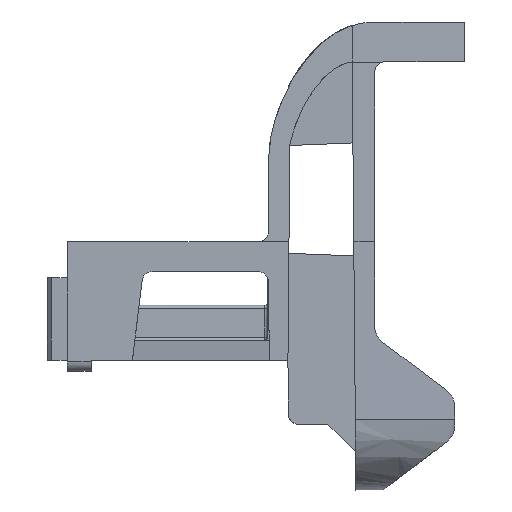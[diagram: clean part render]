
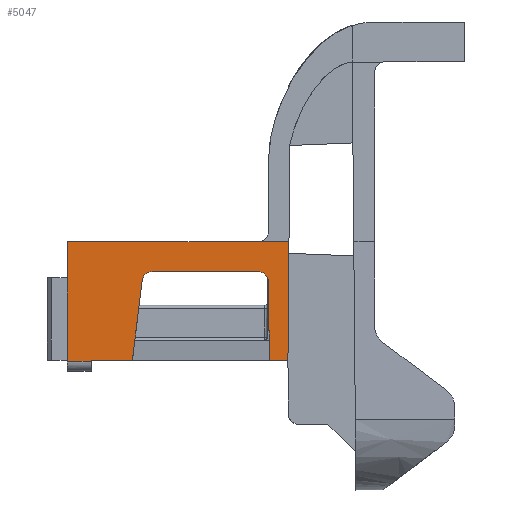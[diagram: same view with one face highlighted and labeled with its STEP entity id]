
A CAD part, left-side view. The second image highlights one B-rep face of the part: STEP entity #5047.
In plain terms, the highlighted planar face has unit normal (-1, 0, -0.009).
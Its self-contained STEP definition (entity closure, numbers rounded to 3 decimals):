
#96 = DIRECTION ( 'NONE',  ( -0.009, -0.009, 1. ) ) ;
#189 = CARTESIAN_POINT ( 'NONE',  ( -7.074, 11.615, -8.02 ) ) ;
#353 = ORIENTED_EDGE ( 'NONE', *, *, #14545, .F. ) ;
#364 = EDGE_CURVE ( 'NONE', #9638, #15209, #5909, .T. ) ;
#487 = DIRECTION ( 'NONE',  ( 1., 0., 0.009 ) ) ;
#491 = DIRECTION ( 'NONE',  ( 0., -1., 0. ) ) ;
#535 = VERTEX_POINT ( 'NONE', #3512 ) ;
#586 = ORIENTED_EDGE ( 'NONE', *, *, #14050, .F. ) ;
#631 = VECTOR ( 'NONE', #7367, 1000. ) ;
#692 = CARTESIAN_POINT ( 'NONE',  ( -7.1, 20.1, -5.034 ) ) ;
#974 = DIRECTION ( 'NONE',  ( -0.009, 0., 1. ) ) ;
#1053 = CARTESIAN_POINT ( 'NONE',  ( -7.071, 12.543, -8.372 ) ) ;
#1453 = VERTEX_POINT ( 'NONE', #14595 ) ;
#1579 = VECTOR ( 'NONE', #11392, 1000. ) ;
#1732 = VERTEX_POINT ( 'NONE', #14940 ) ;
#1840 = CARTESIAN_POINT ( 'NONE',  ( -7.1, 20.1, -5.02 ) ) ;
#1969 = EDGE_CURVE ( 'NONE', #535, #13192, #2628, .T. ) ;
#2100 = DIRECTION ( 'NONE',  ( 0., 1., 0. ) ) ;
#2161 = EDGE_CURVE ( 'NONE', #3995, #15209, #2215, .T. ) ;
#2215 = LINE ( 'NONE', #5990, #10074 ) ;
#2420 = AXIS2_PLACEMENT_3D ( 'NONE', #7819, #487, #974 ) ;
#2533 = LINE ( 'NONE', #13165, #631 ) ;
#2628 = B_SPLINE_CURVE_WITH_KNOTS ( 'NONE', 3,
 ( #13925, #2893, #7662, #6584, #15136, #10356, #9084, #4098 ),
 .UNSPECIFIED., .F., .F.,
 ( 4, 2, 2, 4 ),
 ( 0., 0.001, 0.001, 0.002 ),
 .UNSPECIFIED. ) ;
#2799 = CARTESIAN_POINT ( 'NONE',  ( -7.1, 0.965, -5.02 ) ) ;
#2893 = CARTESIAN_POINT ( 'NONE',  ( -7.074, 0.722, -8.022 ) ) ;
#3224 = VECTOR ( 'NONE', #6833, 1000. ) ;
#3250 = CARTESIAN_POINT ( 'NONE',  ( -6.996, 17.7, -16.899 ) ) ;
#3512 = CARTESIAN_POINT ( 'NONE',  ( -7.074, 0.983, -8.02 ) ) ;
#3920 = CARTESIAN_POINT ( 'NONE',  ( -7.143, 0.139, -0.064 ) ) ;
#3995 = VERTEX_POINT ( 'NONE', #6550 ) ;
#4053 = VERTEX_POINT ( 'NONE', #2799 ) ;
#4098 = CARTESIAN_POINT ( 'NONE',  ( -7.065, -0.017, -9.003 ) ) ;
#4391 = ORIENTED_EDGE ( 'NONE', *, *, #364, .T. ) ;
#4429 = DIRECTION ( 'NONE',  ( 0.009, 0.122, -0.993 ) ) ;
#4608 = CARTESIAN_POINT ( 'NONE',  ( -6.996, 22.1, -16.9 ) ) ;
#4721 = CARTESIAN_POINT ( 'NONE',  ( -7.066, 12.608, -8.898 ) ) ;
#5022 = LINE ( 'NONE', #14097, #6360 ) ;
#5047 = ADVANCED_FACE ( 'NONE', ( #8887 ), #15134, .F. ) ;
#5343 = CARTESIAN_POINT ( 'NONE',  ( -7.065, -0.017, -9.003 ) ) ;
#5652 = DIRECTION ( 'NONE',  ( -0.009, -0.009, 1. ) ) ;
#5864 = DIRECTION ( 'NONE',  ( 0., -1., 0. ) ) ;
#5902 = ORIENTED_EDGE ( 'NONE', *, *, #15567, .T. ) ;
#5909 = LINE ( 'NONE', #692, #3224 ) ;
#5915 = EDGE_CURVE ( 'NONE', #9569, #9711, #15351, .T. ) ;
#5990 = CARTESIAN_POINT ( 'NONE',  ( -6.995, 20.1, -17.009 ) ) ;
#6360 = VECTOR ( 'NONE', #491, 1000. ) ;
#6496 = ORIENTED_EDGE ( 'NONE', *, *, #2161, .F. ) ;
#6536 = VECTOR ( 'NONE', #14009, 1000. ) ;
#6550 = CARTESIAN_POINT ( 'NONE',  ( -6.995, 17.701, -17.009 ) ) ;
#6584 = CARTESIAN_POINT ( 'NONE',  ( -7.071, 0.19, -8.399 ) ) ;
#6686 = LINE ( 'NONE', #3250, #8041 ) ;
#6818 = CARTESIAN_POINT ( 'NONE',  ( -7.066, 12.608, -8.898 ) ) ;
#6828 =( BOUNDED_CURVE ( )  B_SPLINE_CURVE ( 3, ( #7036, #12185, #1053, #4721 ),
 .UNSPECIFIED., .F., .F. ) 
 B_SPLINE_CURVE_WITH_KNOTS ( ( 4, 4 ),
 ( 0., 1.449 ),
 .UNSPECIFIED. ) 
 CURVE ( )  GEOMETRIC_REPRESENTATION_ITEM ( )  RATIONAL_B_SPLINE_CURVE ( ( 1., 0.833, 0.833, 1. ) ) 
 REPRESENTATION_ITEM ( '' )  );
#6833 = DIRECTION ( 'NONE',  ( 0.009, 0., -1. ) ) ;
#6863 = VERTEX_POINT ( 'NONE', #189 ) ;
#7036 = CARTESIAN_POINT ( 'NONE',  ( -7.074, 11.615, -8.02 ) ) ;
#7061 = ORIENTED_EDGE ( 'NONE', *, *, #14336, .F. ) ;
#7132 = EDGE_CURVE ( 'NONE', #15254, #4053, #8859, .T. ) ;
#7367 = DIRECTION ( 'NONE',  ( 0., -1., 0. ) ) ;
#7457 = LINE ( 'NONE', #12254, #8044 ) ;
#7498 = CARTESIAN_POINT ( 'NONE',  ( -7.1, -2.104, -5.02 ) ) ;
#7656 = CARTESIAN_POINT ( 'NONE',  ( -6.995, 20.1, -17.009 ) ) ;
#7662 = CARTESIAN_POINT ( 'NONE',  ( -7.073, 0.466, -8.128 ) ) ;
#7770 = CARTESIAN_POINT ( 'NONE',  ( -6.996, 17.7, -16.9 ) ) ;
#7819 = CARTESIAN_POINT ( 'NONE',  ( -7.144, 0., 0. ) ) ;
#7898 = VECTOR ( 'NONE', #4429, 1000. ) ;
#8041 = VECTOR ( 'NONE', #5652, 1000. ) ;
#8044 = VECTOR ( 'NONE', #96, 1000. ) ;
#8259 = ORIENTED_EDGE ( 'NONE', *, *, #13920, .T. ) ;
#8313 = CARTESIAN_POINT ( 'NONE',  ( -7.1, 22.1, -5.02 ) ) ;
#8701 = EDGE_CURVE ( 'NONE', #3995, #9569, #6686, .T. ) ;
#8859 = LINE ( 'NONE', #1840, #6536 ) ;
#8887 = FACE_OUTER_BOUND ( 'NONE', #15096, .T. ) ;
#9064 = LINE ( 'NONE', #9450, #7898 ) ;
#9084 = CARTESIAN_POINT ( 'NONE',  ( -7.066, -0.015, -8.872 ) ) ;
#9450 = CARTESIAN_POINT ( 'NONE',  ( -7.143, 11.53, -0.121 ) ) ;
#9569 = VERTEX_POINT ( 'NONE', #7770 ) ;
#9638 = VERTEX_POINT ( 'NONE', #12975 ) ;
#9711 = VERTEX_POINT ( 'NONE', #11846 ) ;
#9898 = VECTOR ( 'NONE', #5864, 1000. ) ;
#10074 = VECTOR ( 'NONE', #2100, 1000. ) ;
#10331 = EDGE_CURVE ( 'NONE', #9638, #4053, #13710, .T. ) ;
#10356 = CARTESIAN_POINT ( 'NONE',  ( -7.067, 0.013, -8.745 ) ) ;
#10605 = ORIENTED_EDGE ( 'NONE', *, *, #5915, .T. ) ;
#11392 = DIRECTION ( 'NONE',  ( -0.009, 0.017, 1. ) ) ;
#11531 = LINE ( 'NONE', #3920, #1579 ) ;
#11846 = CARTESIAN_POINT ( 'NONE',  ( -6.996, 13.59, -16.9 ) ) ;
#12185 = CARTESIAN_POINT ( 'NONE',  ( -7.074, 12.146, -8.02 ) ) ;
#12254 = CARTESIAN_POINT ( 'NONE',  ( -6.996, -2., -16.899 ) ) ;
#12507 = VECTOR ( 'NONE', #14429, 1000. ) ;
#12975 = CARTESIAN_POINT ( 'NONE',  ( -7.1, 20.1, -5.02 ) ) ;
#13046 = ORIENTED_EDGE ( 'NONE', *, *, #8701, .T. ) ;
#13165 = CARTESIAN_POINT ( 'NONE',  ( -6.996, 22.1, -16.9 ) ) ;
#13192 = VERTEX_POINT ( 'NONE', #5343 ) ;
#13710 = LINE ( 'NONE', #8313, #9898 ) ;
#13727 = EDGE_CURVE ( 'NONE', #1453, #1732, #2533, .T. ) ;
#13920 = EDGE_CURVE ( 'NONE', #6863, #535, #5022, .T. ) ;
#13925 = CARTESIAN_POINT ( 'NONE',  ( -7.074, 0.983, -8.02 ) ) ;
#14009 = DIRECTION ( 'NONE',  ( 0., 1., 0. ) ) ;
#14050 = EDGE_CURVE ( 'NONE', #14407, #9711, #9064, .T. ) ;
#14097 = CARTESIAN_POINT ( 'NONE',  ( -7.074, 0., -8.02 ) ) ;
#14336 = EDGE_CURVE ( 'NONE', #1453, #13192, #11531, .T. ) ;
#14407 = VERTEX_POINT ( 'NONE', #6818 ) ;
#14429 = DIRECTION ( 'NONE',  ( 0., -1., 0. ) ) ;
#14545 = EDGE_CURVE ( 'NONE', #6863, #14407, #6828, .T. ) ;
#14575 = ORIENTED_EDGE ( 'NONE', *, *, #10331, .F. ) ;
#14595 = CARTESIAN_POINT ( 'NONE',  ( -6.996, -0.155, -16.9 ) ) ;
#14697 = ORIENTED_EDGE ( 'NONE', *, *, #7132, .T. ) ;
#14940 = CARTESIAN_POINT ( 'NONE',  ( -6.996, -2., -16.9 ) ) ;
#15096 = EDGE_LOOP ( 'NONE', ( #15133, #7061, #15294, #5902, #14697, #14575, #4391, #6496, #13046, #10605, #586, #353, #8259 ) ) ;
#15133 = ORIENTED_EDGE ( 'NONE', *, *, #1969, .T. ) ;
#15134 = PLANE ( 'NONE',  #2420 ) ;
#15136 = CARTESIAN_POINT ( 'NONE',  ( -7.07, 0.116, -8.507 ) ) ;
#15209 = VERTEX_POINT ( 'NONE', #7656 ) ;
#15254 = VERTEX_POINT ( 'NONE', #7498 ) ;
#15294 = ORIENTED_EDGE ( 'NONE', *, *, #13727, .T. ) ;
#15351 = LINE ( 'NONE', #4608, #12507 ) ;
#15567 = EDGE_CURVE ( 'NONE', #1732, #15254, #7457, .T. ) ;
